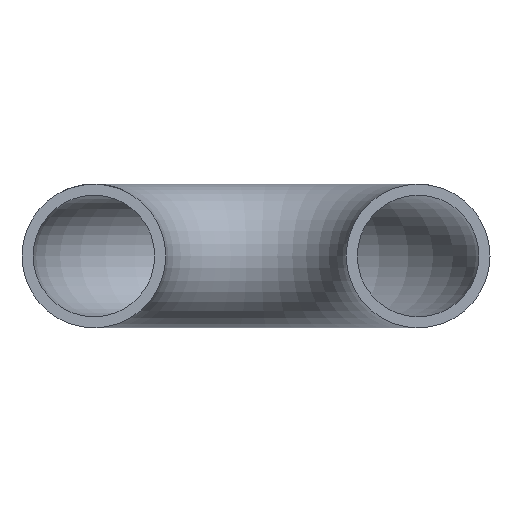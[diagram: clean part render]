
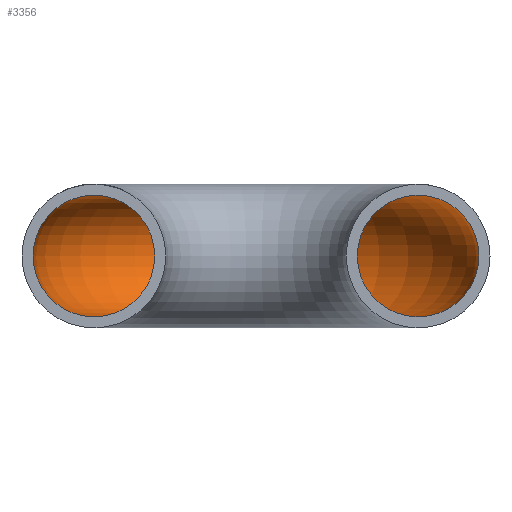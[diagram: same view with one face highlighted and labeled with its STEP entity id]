
A CAD part, front view. The second image highlights one B-rep face of the part: STEP entity #3356.
In plain terms, the highlighted toroidal (fillet/blend) face has major radius 38 mm and minor radius 14.25 mm.
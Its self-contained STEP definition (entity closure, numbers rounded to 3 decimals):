
#1043 = DIRECTION ( 'NONE',  ( 0., 0., 1. ) ) ;
#1257 = EDGE_LOOP ( 'NONE', ( #12414 ) ) ;
#2285 = DIRECTION ( 'NONE',  ( -1., 0., 0. ) ) ;
#3325 = CARTESIAN_POINT ( 'NONE',  ( 52.25, 0., 0. ) ) ;
#3330 = AXIS2_PLACEMENT_3D ( 'NONE', #12829, #10213, #2285 ) ;
#3356 = ADVANCED_FACE ( 'NONE', ( #10134, #9975 ), #10529, .F. ) ;
#4250 = VERTEX_POINT ( 'NONE', #4417 ) ;
#4416 = ORIENTED_EDGE ( 'NONE', *, *, #7895, .T. ) ;
#4417 = CARTESIAN_POINT ( 'NONE',  ( -38., 0., 14.25 ) ) ;
#4676 = EDGE_LOOP ( 'NONE', ( #4416 ) ) ;
#6614 = AXIS2_PLACEMENT_3D ( 'NONE', #13445, #12507, #1043 ) ;
#7519 = EDGE_CURVE ( 'NONE', #4250, #4250, #11680, .T. ) ;
#7652 = CARTESIAN_POINT ( 'NONE',  ( 38., 0., 0. ) ) ;
#7895 = EDGE_CURVE ( 'NONE', #9691, #9691, #7913, .T. ) ;
#7913 = CIRCLE ( 'NONE', #11409, 14.25 ) ;
#8907 = DIRECTION ( 'NONE',  ( 0., -1., 0. ) ) ;
#9691 = VERTEX_POINT ( 'NONE', #3325 ) ;
#9975 = FACE_OUTER_BOUND ( 'NONE', #1257, .T. ) ;
#10134 = FACE_OUTER_BOUND ( 'NONE', #4676, .T. ) ;
#10213 = DIRECTION ( 'NONE',  ( 0., 0., -1. ) ) ;
#10529 = TOROIDAL_SURFACE ( 'NONE', #3330, 38., 14.25 ) ;
#11409 = AXIS2_PLACEMENT_3D ( 'NONE', #7652, #8907, #12780 ) ;
#11680 = CIRCLE ( 'NONE', #6614, 14.25 ) ;
#12414 = ORIENTED_EDGE ( 'NONE', *, *, #7519, .F. ) ;
#12507 = DIRECTION ( 'NONE',  ( 0., 1., 0. ) ) ;
#12780 = DIRECTION ( 'NONE',  ( 1., 0., 0. ) ) ;
#12829 = CARTESIAN_POINT ( 'NONE',  ( 0., 0., 0. ) ) ;
#13445 = CARTESIAN_POINT ( 'NONE',  ( -38., 0., 0. ) ) ;
